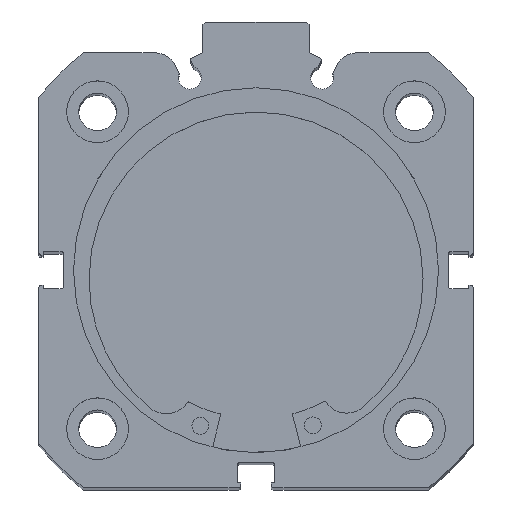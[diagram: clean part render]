
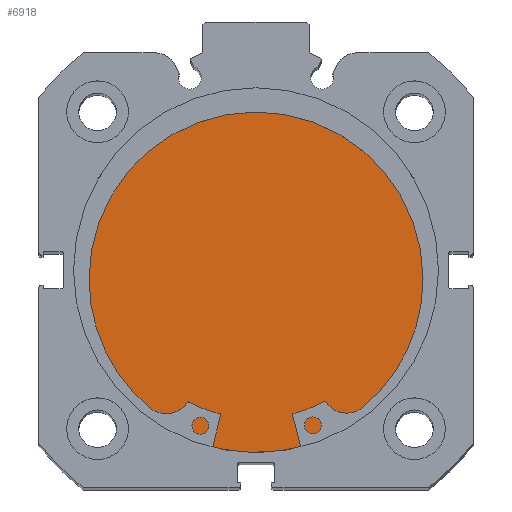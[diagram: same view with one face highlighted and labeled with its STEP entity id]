
A CAD part, top view. The second image highlights one B-rep face of the part: STEP entity #6918.
In plain terms, the highlighted face is planar.
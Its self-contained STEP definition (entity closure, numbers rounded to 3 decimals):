
#318 = EDGE_CURVE ( 'NONE', #2483, #2413, #3951, .T. ) ;
#329 = EDGE_CURVE ( 'NONE', #2413, #2483, #3967, .T. ) ;
#499 = AXIS2_PLACEMENT_3D ( 'NONE', #4449, #4450, #4451 ) ;
#511 = AXIS2_PLACEMENT_3D ( 'NONE', #4474, #4481, #4482 ) ;
#853 = AXIS2_PLACEMENT_3D ( 'NONE', #6577, #6580, #6581 ) ;
#1148 = EDGE_LOOP ( 'NONE', ( #1533, #1524 ) ) ;
#1524 = ORIENTED_EDGE ( 'NONE', *, *, #318, .F. ) ;
#1533 = ORIENTED_EDGE ( 'NONE', *, *, #329, .F. ) ;
#2413 = VERTEX_POINT ( 'NONE', #4680 ) ;
#2483 = VERTEX_POINT ( 'NONE', #4747 ) ;
#3951 = CIRCLE ( 'NONE', #499, 32.5 ) ;
#3967 = CIRCLE ( 'NONE', #511, 32.5 ) ;
#4449 = CARTESIAN_POINT ( 'NONE',  ( 9.5, 0., 0. ) ) ;
#4450 = DIRECTION ( 'NONE',  ( -1., 0., 0. ) ) ;
#4451 = DIRECTION ( 'NONE',  ( 0., 0., 1. ) ) ;
#4474 = CARTESIAN_POINT ( 'NONE',  ( 9.5, 0., 0. ) ) ;
#4481 = DIRECTION ( 'NONE',  ( -1., 0., 0. ) ) ;
#4482 = DIRECTION ( 'NONE',  ( 0., 0., 1. ) ) ;
#4680 = CARTESIAN_POINT ( 'NONE',  ( 9.5, 0., 32.5 ) ) ;
#4747 = CARTESIAN_POINT ( 'NONE',  ( 9.5, 0., -32.5 ) ) ;
#6006 = FACE_OUTER_BOUND ( 'NONE', #1148, .T. ) ;
#6577 = CARTESIAN_POINT ( 'NONE',  ( 9.5, 32.5, 0. ) ) ;
#6578 = PLANE ( 'NONE',  #853 ) ;
#6580 = DIRECTION ( 'NONE',  ( -1., 0., 0. ) ) ;
#6581 = DIRECTION ( 'NONE',  ( 0., 0., 1. ) ) ;
#6918 = ADVANCED_FACE ( 'NONE', ( #6006 ), #6578, .F. ) ;
